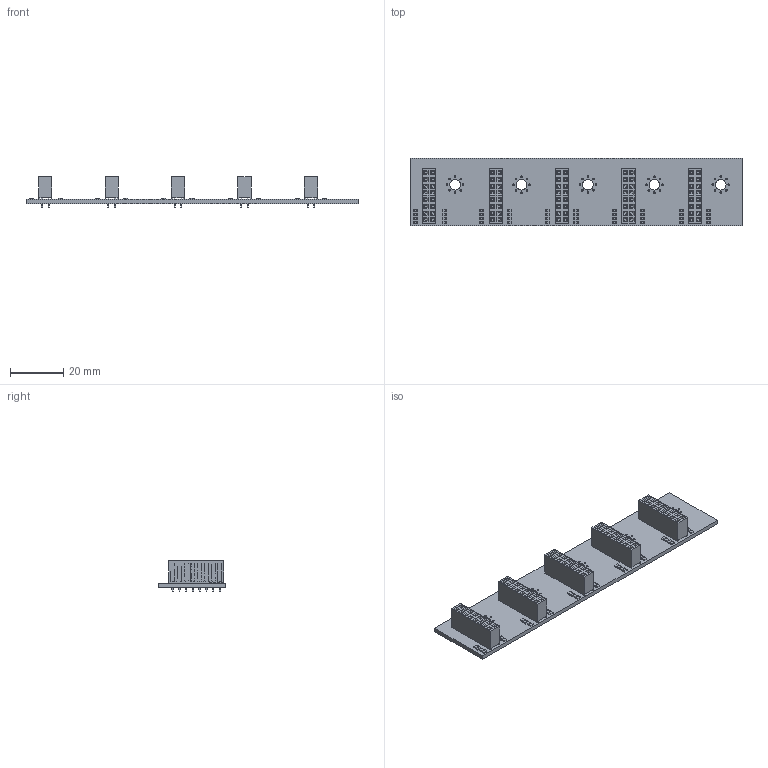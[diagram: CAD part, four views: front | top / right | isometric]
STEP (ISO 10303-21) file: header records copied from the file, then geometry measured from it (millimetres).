
FILE_DESCRIPTION(('KiCad electronic assembly'),'2;1');
FILE_NAME('FeederRail_Modul.step','2021-02-03T12:37:20',('An Author'),( 'A Company'),'Open CASCADE STEP processor 6.9', 'KiCad to STEP converter','Unknown');
FILE_SCHEMA(('AUTOMOTIVE_DESIGN { 1 0 10303 214 1 1 1 1 }'));
Length unit declared in the file: millimetre
Products named in the file (6): Open CASCADE STEP translator 6.9 1; zl262-16d_p2-54_l20-82_w5_h8-5; SOLID; R_0603_1608Metric; COMPOUND
Assembly tree (48 placements, depth 3):
  Open CASCADE STEP translator 6.9 1
    zl262-16d_p2-54_l20-82_w5_h8-5  x5
      SOLID
    R_0603_1608Metric  x40
      SOLID
    COMPOUND
Bounding box: 125 x 25.5 x 11.5 mm (x, y, z)
Volume: 8785.2 mm3; surface area: 16424.3 mm2
Topology: 46 solids, 46 shells, 3541 faces, 9147 edges, 5938 vertices
Faces by surface type: plane 3096, cylinder 445
Full cylindrical faces by diameter (mm): 0.6 x40, 1 x80, 4 x5
Entity records: 44245 total; most frequent: CARTESIAN_POINT 8303, DIRECTION 6357, LINE 4457, VECTOR 4457, ORIENTED_EDGE 3326, PCURVE 3326, DEFINITIONAL_REPRESENTATION 3326, EDGE_CURVE 1663
